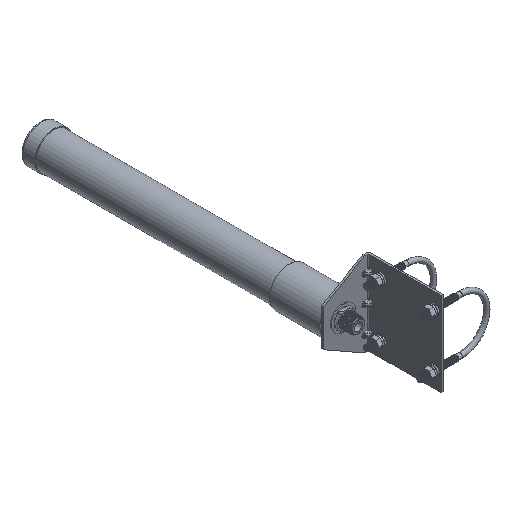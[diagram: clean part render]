
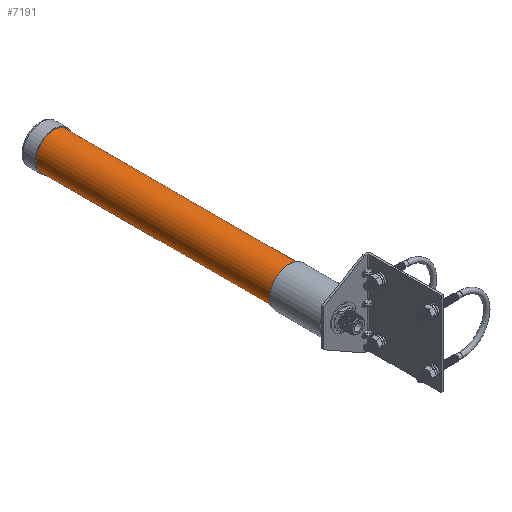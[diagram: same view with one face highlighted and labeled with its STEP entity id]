
A CAD part, isometric view. The second image highlights one B-rep face of the part: STEP entity #7191.
In plain terms, the highlighted cylindrical face has radius 19 mm (diameter 38 mm), a full revolution.
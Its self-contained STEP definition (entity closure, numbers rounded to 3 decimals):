
#3709 = DIRECTION ( 'NONE',  ( 0., 0., 1. ) ) ;
#5051 = EDGE_CURVE ( 'NONE', #14190, #14190, #13378, .T. ) ;
#6794 = DIRECTION ( 'NONE',  ( 0., -1., 0. ) ) ;
#7191 = ADVANCED_FACE ( 'NONE', ( #27462, #62950 ), #37544, .T. ) ;
#10167 = CARTESIAN_POINT ( 'NONE',  ( 0., 0., 19. ) ) ;
#11608 = AXIS2_PLACEMENT_3D ( 'NONE', #59174, #34724, #55162 ) ;
#13378 = CIRCLE ( 'NONE', #37950, 19. ) ;
#13406 = ORIENTED_EDGE ( 'NONE', *, *, #5051, .T. ) ;
#13712 = EDGE_CURVE ( 'NONE', #20207, #20207, #29776, .T. ) ;
#14190 = VERTEX_POINT ( 'NONE', #20534 ) ;
#19095 = DIRECTION ( 'NONE',  ( 0., 1., 0. ) ) ;
#20207 = VERTEX_POINT ( 'NONE', #10167 ) ;
#20534 = CARTESIAN_POINT ( 'NONE',  ( 0., 300., 19. ) ) ;
#26532 = CARTESIAN_POINT ( 'NONE',  ( 0., 300., 0. ) ) ;
#27462 = FACE_OUTER_BOUND ( 'NONE', #39103, .T. ) ;
#29776 = CIRCLE ( 'NONE', #11608, 19. ) ;
#34724 = DIRECTION ( 'NONE',  ( 0., 1., 0. ) ) ;
#37544 = CYLINDRICAL_SURFACE ( 'NONE', #54822, 19. ) ;
#37950 = AXIS2_PLACEMENT_3D ( 'NONE', #26532, #6794, #46981 ) ;
#39103 = EDGE_LOOP ( 'NONE', ( #13406 ) ) ;
#43786 = ORIENTED_EDGE ( 'NONE', *, *, #13712, .T. ) ;
#46981 = DIRECTION ( 'NONE',  ( 0., 0., 1. ) ) ;
#49578 = CARTESIAN_POINT ( 'NONE',  ( 0., 0., 0. ) ) ;
#54822 = AXIS2_PLACEMENT_3D ( 'NONE', #49578, #19095, #3709 ) ;
#55162 = DIRECTION ( 'NONE',  ( 0., 0., 1. ) ) ;
#55747 = EDGE_LOOP ( 'NONE', ( #43786 ) ) ;
#59174 = CARTESIAN_POINT ( 'NONE',  ( 0., 0., 0. ) ) ;
#62950 = FACE_OUTER_BOUND ( 'NONE', #55747, .T. ) ;
